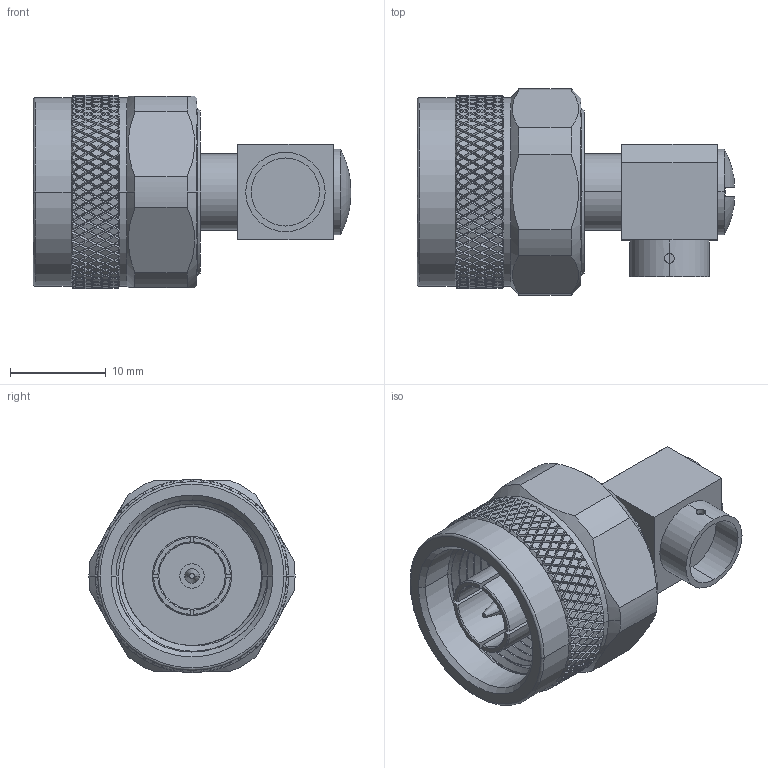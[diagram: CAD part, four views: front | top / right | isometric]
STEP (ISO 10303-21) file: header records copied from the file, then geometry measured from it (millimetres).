
FILE_DESCRIPTION (( 'STEP AP214' ), '1' );
FILE_NAME ('PE45665.step', '2021-01-28T21:23:58', ( '' ), ( '' ), 'SwSTEP 2.0', 'SolidWorks 2018', '' );
FILE_SCHEMA (( 'AUTOMOTIVE_DESIGN' ));
Products named in the file (1): PE45665
Bounding box: 33.1 x 21.5 x 20.14 mm (x, y, z)
Volume: 5167.3 mm3; surface area: 3783.3 mm2
Topology: 1 solids, 1 shells, 2221 faces, 4809 edges, 2598 vertices
Faces by surface type: bspline 1683, cylinder 466, plane 43, cone 25, torus 4
Entity records: 75660 total; most frequent: CARTESIAN_POINT 46127, ORIENTED_EDGE 9618, EDGE_CURVE 4809, VERTEX_POINT 2598, EDGE_LOOP 2231, FACE_OUTER_BOUND 2221, ADVANCED_FACE 2221, B_SPLINE_CURVE_WITH_KNOTS 2087
